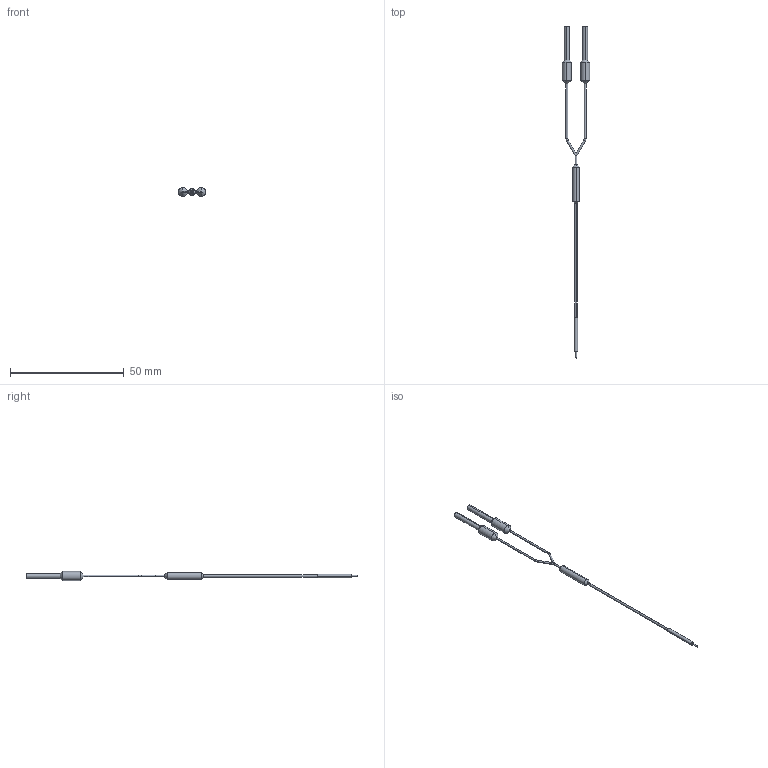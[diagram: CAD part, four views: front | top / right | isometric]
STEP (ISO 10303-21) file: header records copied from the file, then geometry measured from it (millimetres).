
FILE_DESCRIPTION((''),'2;1');
FILE_NAME('PD-R46','2022-02-18T',('EDY'),(''),'CREO PARAMETRIC BY PTC INC, 2018070','CREO PARAMETRIC BY PTC INC, 2018070','');
FILE_SCHEMA(('CONFIG_CONTROL_DESIGN'));
Length unit declared in the file: millimetre
Products named in the file (1): PD-R46
Bounding box: 12 x 146.06 x 4 mm (x, y, z)
Volume: 559.4 mm3; surface area: 1041.7 mm2
Topology: 1 solids, 1 shells, 48 faces, 100 edges, 57 vertices
Faces by surface type: cylinder 26, cone 12, plane 6, torus 4
Entity records: 1348 total; most frequent: CARTESIAN_POINT 246, DIRECTION 246, ORIENTED_EDGE 200, AXIS2_PLACEMENT_3D 104, EDGE_CURVE 100, VERTEX_POINT 57, CIRCLE 56, EDGE_LOOP 51
